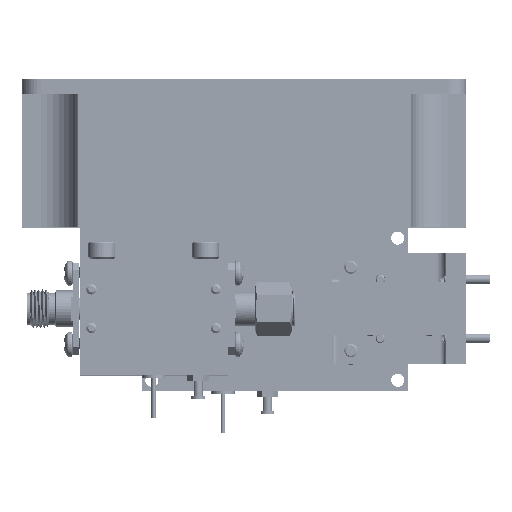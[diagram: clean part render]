
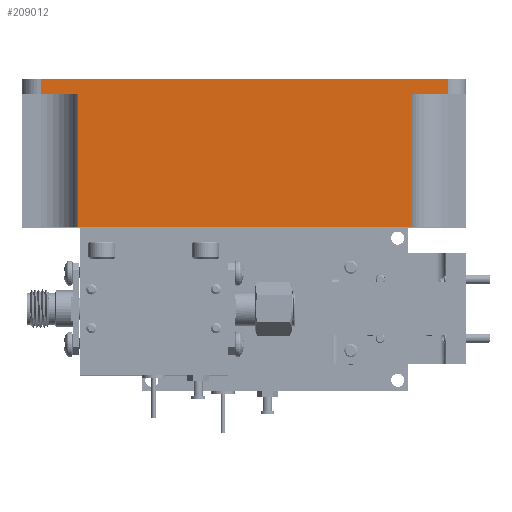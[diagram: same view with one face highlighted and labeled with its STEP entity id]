
A CAD part, top view. The second image highlights one B-rep face of the part: STEP entity #209012.
In plain terms, the highlighted planar face has unit normal (0, 0, 1).
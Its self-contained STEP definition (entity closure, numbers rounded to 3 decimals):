
#1200 = EDGE_CURVE ( 'NONE', #35013, #128773, #183093, .T. ) ;
#12798 = VECTOR ( 'NONE', #180841, 1000. ) ;
#13362 = LINE ( 'NONE', #77437, #17137 ) ;
#17137 = VECTOR ( 'NONE', #76436, 1000. ) ;
#19065 = CARTESIAN_POINT ( 'NONE',  ( -58.357, 48.895, 20.955 ) ) ;
#20452 = DIRECTION ( 'NONE',  ( 0., -1., 0. ) ) ;
#22185 = DIRECTION ( 'NONE',  ( 0., 1., 0. ) ) ;
#23068 = EDGE_CURVE ( 'NONE', #35013, #47160, #264698, .T. ) ;
#33714 = CARTESIAN_POINT ( 'NONE',  ( -52.007, 23.495, 20.955 ) ) ;
#35013 = VERTEX_POINT ( 'NONE', #187198 ) ;
#36007 = ORIENTED_EDGE ( 'NONE', *, *, #23068, .F. ) ;
#47160 = VERTEX_POINT ( 'NONE', #306409 ) ;
#56413 = CARTESIAN_POINT ( 'NONE',  ( 5.143, 62.365, 20.955 ) ) ;
#58182 = PLANE ( 'NONE',  #186684 ) ;
#68556 = VERTEX_POINT ( 'NONE', #231291 ) ;
#70247 = VERTEX_POINT ( 'NONE', #301426 ) ;
#73062 = ORIENTED_EDGE ( 'NONE', *, *, #260184, .T. ) ;
#76436 = DIRECTION ( 'NONE',  ( -1., 0., 0. ) ) ;
#77437 = CARTESIAN_POINT ( 'NONE',  ( -58.357, 48.895, 20.955 ) ) ;
#83950 = ORIENTED_EDGE ( 'NONE', *, *, #1200, .T. ) ;
#85409 = CARTESIAN_POINT ( 'NONE',  ( -52.007, 46.355, 20.955 ) ) ;
#100756 = VERTEX_POINT ( 'NONE', #203307 ) ;
#101723 = VECTOR ( 'NONE', #183174, 1000. ) ;
#104877 = CARTESIAN_POINT ( 'NONE',  ( 11.493, 48.895, 20.955 ) ) ;
#119288 = EDGE_CURVE ( 'NONE', #68556, #153747, #280481, .T. ) ;
#119633 = LINE ( 'NONE', #145514, #283479 ) ;
#123462 = VERTEX_POINT ( 'NONE', #33714 ) ;
#123511 = VECTOR ( 'NONE', #20452, 1000. ) ;
#123775 = ORIENTED_EDGE ( 'NONE', *, *, #119288, .F. ) ;
#125719 = LINE ( 'NONE', #85409, #185135 ) ;
#128773 = VERTEX_POINT ( 'NONE', #104877 ) ;
#129979 = ORIENTED_EDGE ( 'NONE', *, *, #286931, .F. ) ;
#142113 = EDGE_LOOP ( 'NONE', ( #129979, #36007, #83950, #149838, #123775, #225909, #73062, #221444 ) ) ;
#145514 = CARTESIAN_POINT ( 'NONE',  ( -58.357, 23.495, 20.955 ) ) ;
#148201 = EDGE_CURVE ( 'NONE', #100756, #123462, #119633, .T. ) ;
#149838 = ORIENTED_EDGE ( 'NONE', *, *, #186601, .T. ) ;
#153747 = VERTEX_POINT ( 'NONE', #19065 ) ;
#164488 = LINE ( 'NONE', #305131, #123511 ) ;
#169494 = DIRECTION ( 'NONE',  ( -1., 0., 0. ) ) ;
#180841 = DIRECTION ( 'NONE',  ( 0., 1., 0. ) ) ;
#183093 = LINE ( 'NONE', #278932, #242651 ) ;
#183174 = DIRECTION ( 'NONE',  ( 0., -1., 0. ) ) ;
#183343 = DIRECTION ( 'NONE',  ( -1., 0., 0. ) ) ;
#185135 = VECTOR ( 'NONE', #205109, 1000. ) ;
#186601 = EDGE_CURVE ( 'NONE', #128773, #153747, #13362, .T. ) ;
#186684 = AXIS2_PLACEMENT_3D ( 'NONE', #244298, #220505, #292179 ) ;
#187198 = CARTESIAN_POINT ( 'NONE',  ( 11.493, 46.355, 20.955 ) ) ;
#201580 = VECTOR ( 'NONE', #183343, 1000. ) ;
#203307 = CARTESIAN_POINT ( 'NONE',  ( 5.144, 23.495, 20.955 ) ) ;
#205109 = DIRECTION ( 'NONE',  ( -1., 0., 0. ) ) ;
#209012 = ADVANCED_FACE ( 'NONE', ( #297751 ), #58182, .F. ) ;
#220505 = DIRECTION ( 'NONE',  ( 0., 0., -1. ) ) ;
#221444 = ORIENTED_EDGE ( 'NONE', *, *, #148201, .F. ) ;
#225909 = ORIENTED_EDGE ( 'NONE', *, *, #252673, .F. ) ;
#231291 = CARTESIAN_POINT ( 'NONE',  ( -58.357, 46.355, 20.955 ) ) ;
#234060 = CARTESIAN_POINT ( 'NONE',  ( 5.143, 46.355, 20.955 ) ) ;
#242651 = VECTOR ( 'NONE', #22185, 1000. ) ;
#244298 = CARTESIAN_POINT ( 'NONE',  ( -58.357, 23.495, 20.955 ) ) ;
#252673 = EDGE_CURVE ( 'NONE', #70247, #68556, #125719, .T. ) ;
#260184 = EDGE_CURVE ( 'NONE', #70247, #123462, #164488, .T. ) ;
#264698 = LINE ( 'NONE', #234060, #201580 ) ;
#278932 = CARTESIAN_POINT ( 'NONE',  ( 11.493, 23.495, 20.955 ) ) ;
#280481 = LINE ( 'NONE', #299253, #12798 ) ;
#283479 = VECTOR ( 'NONE', #169494, 1000. ) ;
#286931 = EDGE_CURVE ( 'NONE', #47160, #100756, #298983, .T. ) ;
#292179 = DIRECTION ( 'NONE',  ( 1., 0., 0. ) ) ;
#297751 = FACE_OUTER_BOUND ( 'NONE', #142113, .T. ) ;
#298983 = LINE ( 'NONE', #56413, #101723 ) ;
#299253 = CARTESIAN_POINT ( 'NONE',  ( -58.357, 23.495, 20.955 ) ) ;
#301426 = CARTESIAN_POINT ( 'NONE',  ( -52.007, 46.355, 20.955 ) ) ;
#305131 = CARTESIAN_POINT ( 'NONE',  ( -52.007, 62.365, 20.955 ) ) ;
#306409 = CARTESIAN_POINT ( 'NONE',  ( 5.143, 46.355, 20.955 ) ) ;
